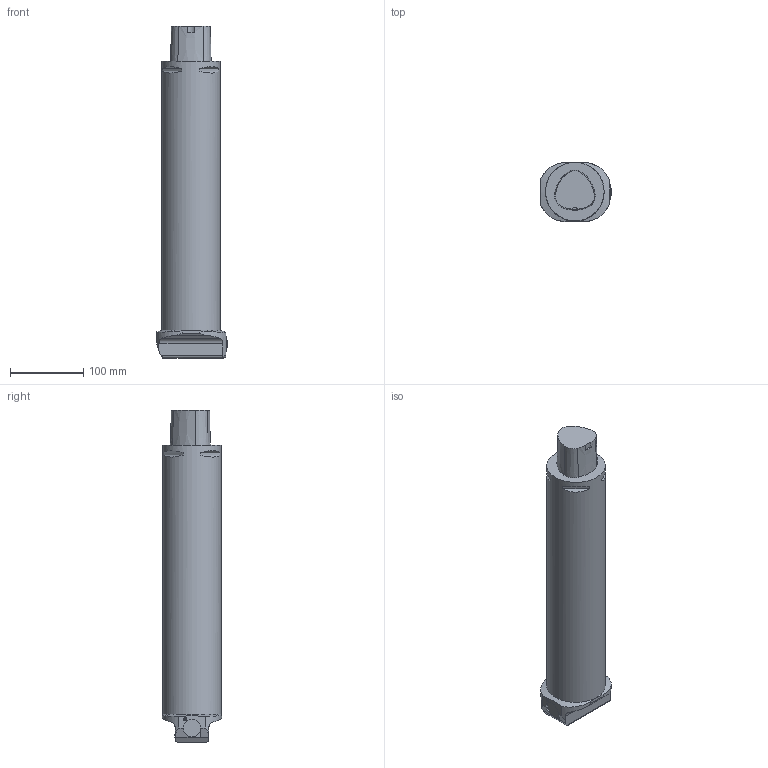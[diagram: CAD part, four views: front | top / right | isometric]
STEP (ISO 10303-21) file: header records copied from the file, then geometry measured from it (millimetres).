
FILE_DESCRIPTION(/* description */ (''),/* implementation_level */ '2;1');
FILE_NAME(/* name */ '1559126498706.stp',/* time_stamp */ '2019-05-29T12:41:41+02:00',/* author */ (''),/* organization */ ('SMS'),/* preprocessor_version */ 'ST-DEVELOPER v15',/* originating_system */ 'SIEMENS PLM Software NX 8.5',/* authorisation */ '');
FILE_SCHEMA (('AUTOMOTIVE_DESIGN { 1 0 10303 214 3 1 1 1 }'));
Length unit declared in the file: millimetre
Products named in the file (1): 202042009mod000_01
Bounding box: 95.94 x 81 x 454 mm (x, y, z)
Volume: 2135993.5 mm3; surface area: 136416 mm2
Topology: 2 solids, 2 shells, 306 faces, 867 edges, 579 vertices
Faces by surface type: plane 265, cylinder 26, cone 12, torus 2, sphere 1
Full cylindrical faces by diameter (mm): 3.432 x1, 4.1 x1, 4.7 x1, 8 x1, 8.018 x1, 24 x2, 80 x1
Entity records: 10044 total; most frequent: CARTESIAN_POINT 2405, ORIENTED_EDGE 1684, DIRECTION 1396, EDGE_CURVE 842, VERTEX_POINT 566, LINE 536, VECTOR 536, AXIS2_PLACEMENT_3D 430
